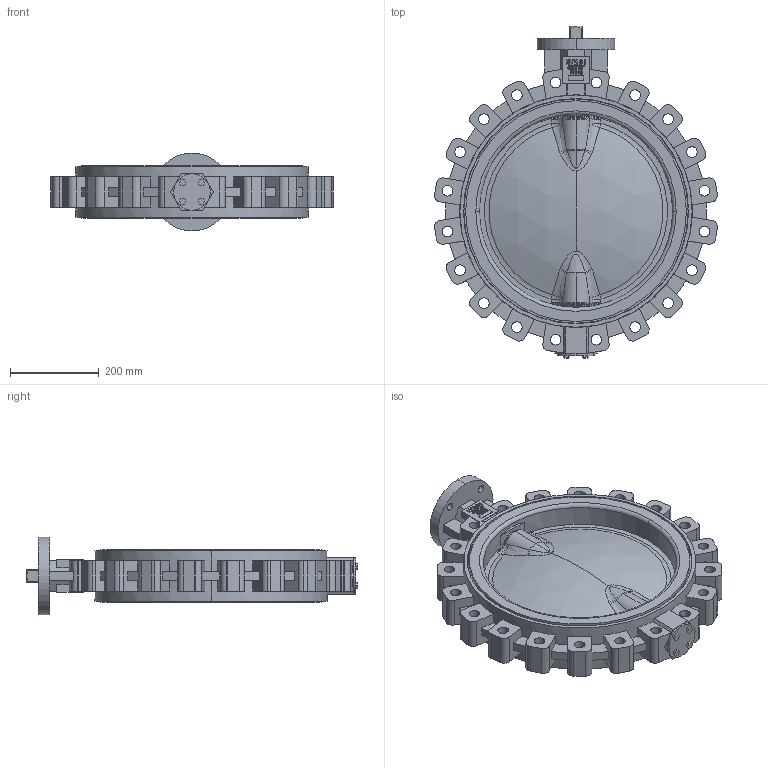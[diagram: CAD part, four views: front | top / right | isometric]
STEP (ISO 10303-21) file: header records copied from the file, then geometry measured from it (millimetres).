
FILE_DESCRIPTION (( 'STEP AP203' ), '1' );
FILE_NAME ('EVTLS-i DN450 PN16 F14-L27.STEP', '2024-04-22T12:52:11', ( '' ), ( '' ), 'SwSTEP 2.0', 'SolidWorks 2015', '' );
FILE_SCHEMA (( 'CONFIG_CONTROL_DESIGN' ));
Length unit declared in the file: millimetre
Products named in the file (1): EVTLS-i DN450 PN16 F14-L27
Bounding box: 635.54 x 746 x 175 mm (x, y, z)
Volume: 19144674.5 mm3; surface area: 1254295.1 mm2
Topology: 1 solids, 1 shells, 787 faces, 2106 edges, 1357 vertices
Faces by surface type: plane 439, cylinder 149, bspline 124, torus 40, cone 23, sphere 12
Entity records: 30631 total; most frequent: CARTESIAN_POINT 11397, ORIENTED_EDGE 4196, DIRECTION 3667, EDGE_CURVE 2098, VERTEX_POINT 1357, VECTOR 1279, LINE 1279, AXIS2_PLACEMENT_3D 1194
